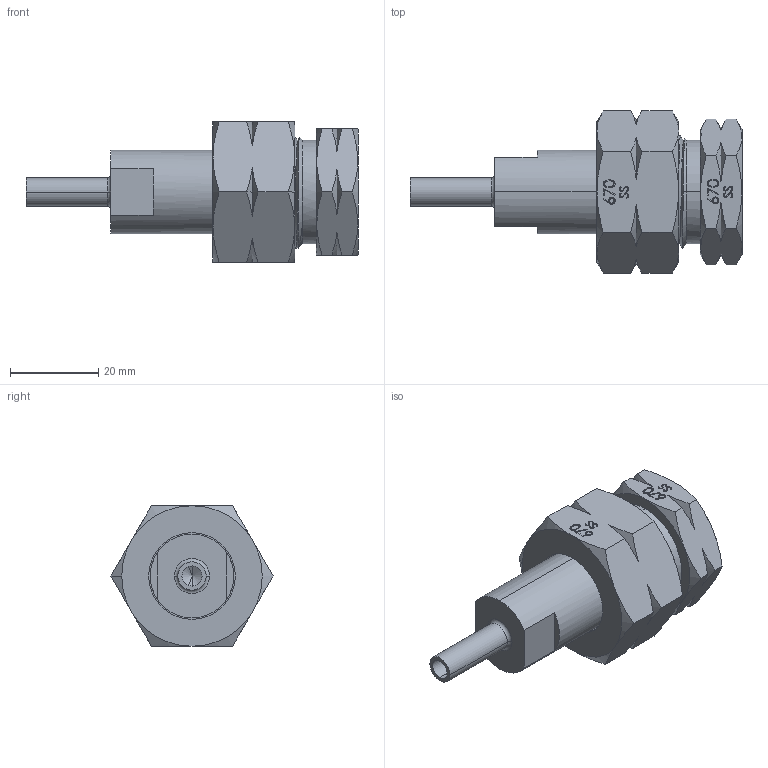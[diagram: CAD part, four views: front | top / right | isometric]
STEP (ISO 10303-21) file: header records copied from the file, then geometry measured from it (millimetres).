
FILE_DESCRIPTION (( 'STEP AP203' ), '1' );
FILE_NAME ('PT-670SS-4TS-P.STEP', '2025-10-14T14:53:06', ( '' ), ( '' ), 'SwSTEP 2.0', 'SolidWorks 2018', '' );
FILE_SCHEMA (( 'CONFIG_CONTROL_DESIGN' ));
Length unit declared in the file: inch
Products named in the file (6): PRT-000062; PRT-000154; ASY-002145_NO RING & CHAIN; PT-670SS-4TS-P; PRT-002551; PRT-000002
Assembly tree (5 placements, depth 3):
  PT-670SS-4TS-P
    PRT-000154
    PRT-000002
    PRT-002551
    ASY-002145_NO RING & CHAIN
      PRT-000062
Bounding box: 75.06 x 36.66 x 31.75 mm (x, y, z)
Volume: 29910.4 mm3; surface area: 13885.5 mm2
Topology: 4 solids, 4 shells, 294 faces, 836 edges, 570 vertices
Faces by surface type: bspline 102, plane 71, cone 70, cylinder 43, torus 8
Entity records: 20968 total; most frequent: CARTESIAN_POINT 13658, ORIENTED_EDGE 1668, DIRECTION 933, EDGE_CURVE 834, VERTEX_POINT 570, B_SPLINE_CURVE_WITH_KNOTS 428, AXIS2_PLACEMENT_3D 326, EDGE_LOOP 322
